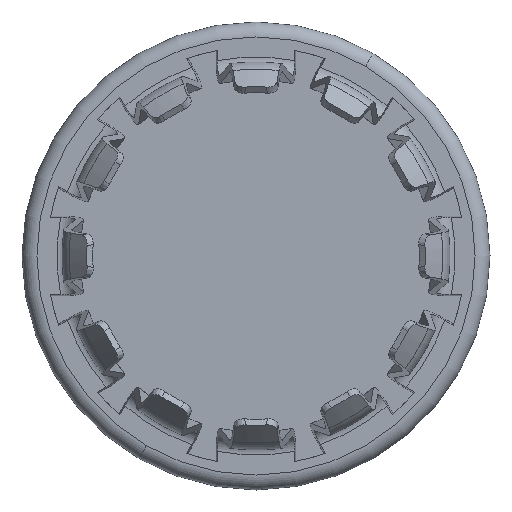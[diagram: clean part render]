
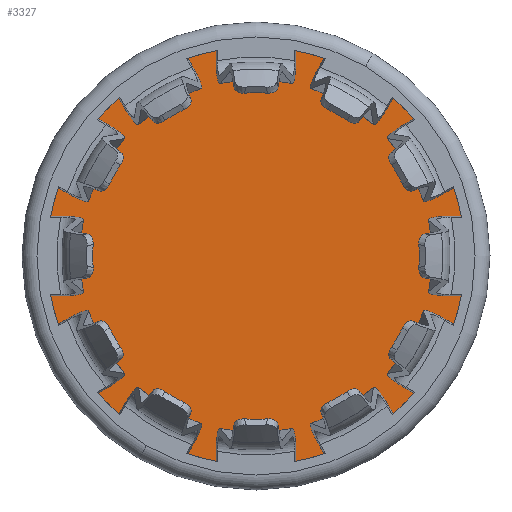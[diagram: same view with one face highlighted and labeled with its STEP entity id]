
A CAD part, front view. The second image highlights one B-rep face of the part: STEP entity #3327.
In plain terms, the highlighted planar face has unit normal (0, -1, 0).
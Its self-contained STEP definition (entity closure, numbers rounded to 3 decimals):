
#320 = DIRECTION ( 'NONE',  ( 0.5, 0., 0.866 ) ) ;
#752 = AXIS2_PLACEMENT_3D ( 'NONE', #2785, #3410, #7712 ) ;
#1910 = AXIS2_PLACEMENT_3D ( 'NONE', #2510, #6765, #3111 ) ;
#2510 = CARTESIAN_POINT ( 'NONE',  ( 0., -0.4, 0. ) ) ;
#2785 = CARTESIAN_POINT ( 'NONE',  ( 0., -0.4, 0. ) ) ;
#2881 = ORIENTED_EDGE ( 'NONE', *, *, #3896, .F. ) ;
#2900 = CARTESIAN_POINT ( 'NONE',  ( 5.5, -0.4, 9.526 ) ) ;
#3111 = DIRECTION ( 'NONE',  ( 0.5, 0., 0.866 ) ) ;
#3327 = ADVANCED_FACE ( 'NONE', ( #5098 ), #5858, .F. ) ;
#3410 = DIRECTION ( 'NONE',  ( 0., 1., 0. ) ) ;
#3657 = CIRCLE ( 'NONE', #1910, 11. ) ;
#3896 = EDGE_CURVE ( 'NONE', #7079, #6415, #4707, .T. ) ;
#4035 = DIRECTION ( 'NONE',  ( 0., 1., 0. ) ) ;
#4218 = EDGE_LOOP ( 'NONE', ( #6213, #2881 ) ) ;
#4707 = CIRCLE ( 'NONE', #4731, 11. ) ;
#4731 = AXIS2_PLACEMENT_3D ( 'NONE', #7713, #4035, #320 ) ;
#4739 = EDGE_CURVE ( 'NONE', #6415, #7079, #3657, .T. ) ;
#5098 = FACE_OUTER_BOUND ( 'NONE', #4218, .T. ) ;
#5325 = CARTESIAN_POINT ( 'NONE',  ( -5.5, -0.4, -9.526 ) ) ;
#5858 = PLANE ( 'NONE',  #752 ) ;
#6213 = ORIENTED_EDGE ( 'NONE', *, *, #4739, .F. ) ;
#6415 = VERTEX_POINT ( 'NONE', #2900 ) ;
#6765 = DIRECTION ( 'NONE',  ( 0., 1., 0. ) ) ;
#7079 = VERTEX_POINT ( 'NONE', #5325 ) ;
#7712 = DIRECTION ( 'NONE',  ( 0.5, 0., 0.866 ) ) ;
#7713 = CARTESIAN_POINT ( 'NONE',  ( 0., -0.4, 0. ) ) ;
